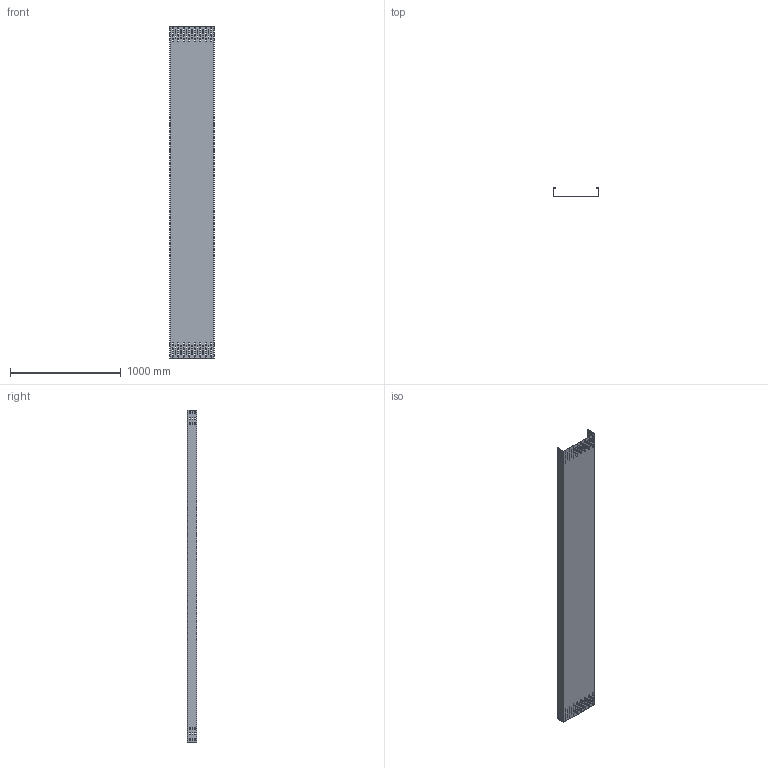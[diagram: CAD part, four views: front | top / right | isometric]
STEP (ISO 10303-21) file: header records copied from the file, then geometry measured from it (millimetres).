
FILE_DESCRIPTION((''),'2;1');
FILE_NAME('6057403','2012-07-18T',('AndreasKeweloh'),(''),'PRO/ENGINEER BY PARAMETRIC TECHNOLOGY CORPORATION, 2012130','PRO/ENGINEER BY PARAMETRIC TECHNOLOGY CORPORATION, 2012130','');
FILE_SCHEMA(('CONFIG_CONTROL_DESIGN'));
Length unit declared in the file: millimetre
Products named in the file (1): 6057403
Bounding box: 400 x 85 x 3000 mm (x, y, z)
Volume: 1764202.2 mm3; surface area: 3542793.5 mm2
Topology: 1 solids, 1 shells, 466 faces, 1392 edges, 928 vertices
Faces by surface type: plane 234, cylinder 232
Entity records: 16286 total; most frequent: DIRECTION 2788, CARTESIAN_POINT 2786, ORIENTED_EDGE 2784, EDGE_CURVE 1392, AXIS2_PLACEMENT_3D 930, VECTOR 928, LINE 928, VERTEX_POINT 928
